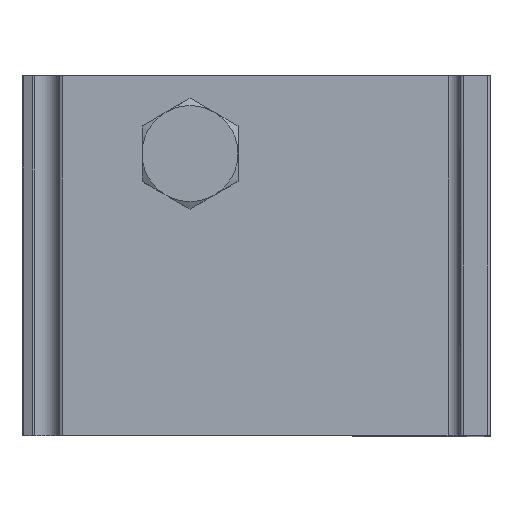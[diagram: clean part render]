
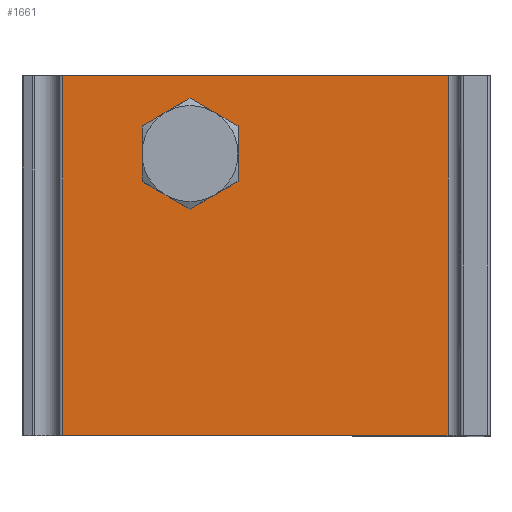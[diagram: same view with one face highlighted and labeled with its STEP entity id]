
A CAD part, top view. The second image highlights one B-rep face of the part: STEP entity #1661.
In plain terms, the highlighted planar face has unit normal (0, 0, 1).
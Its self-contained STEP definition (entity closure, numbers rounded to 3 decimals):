
#20=FACE_BOUND('',#278,.T.);
#67=PLANE('',#1842);
#182=FACE_OUTER_BOUND('',#277,.T.);
#277=EDGE_LOOP('',(#1424,#1425,#1426,#1427));
#278=EDGE_LOOP('',(#1428));
#359=LINE('',#2625,#509);
#419=LINE('',#2804,#569);
#420=LINE('',#2807,#570);
#421=LINE('',#2808,#571);
#509=VECTOR('',#2080,10.);
#569=VECTOR('',#2266,10.);
#570=VECTOR('',#2269,10.);
#571=VECTOR('',#2270,10.);
#609=CIRCLE('',#1712,2.5);
#693=VERTEX_POINT('',#2391);
#770=VERTEX_POINT('',#2622);
#771=VERTEX_POINT('',#2624);
#827=VERTEX_POINT('',#2802);
#828=VERTEX_POINT('',#2806);
#856=EDGE_CURVE('',#693,#693,#609,.T.);
#958=EDGE_CURVE('',#770,#771,#359,.T.);
#1048=EDGE_CURVE('',#770,#827,#419,.T.);
#1049=EDGE_CURVE('',#828,#827,#420,.T.);
#1050=EDGE_CURVE('',#771,#828,#421,.T.);
#1424=ORIENTED_EDGE('',*,*,#1048,.T.);
#1425=ORIENTED_EDGE('',*,*,#1049,.F.);
#1426=ORIENTED_EDGE('',*,*,#1050,.F.);
#1427=ORIENTED_EDGE('',*,*,#958,.F.);
#1428=ORIENTED_EDGE('',*,*,#856,.T.);
#1661=ADVANCED_FACE('',(#182,#20),#67,.T.);
#1712=AXIS2_PLACEMENT_3D('',#2392,#1894,#1895);
#1842=AXIS2_PLACEMENT_3D('',#2805,#2267,#2268);
#1894=DIRECTION('center_axis',(0.,0.,-1.));
#1895=DIRECTION('ref_axis',(0.,-1.,0.));
#2080=DIRECTION('',(-1.,0.,0.));
#2266=DIRECTION('',(0.,1.,0.));
#2267=DIRECTION('center_axis',(0.,0.,1.));
#2268=DIRECTION('ref_axis',(1.,0.,0.));
#2269=DIRECTION('',(1.,0.,0.));
#2270=DIRECTION('',(0.,1.,0.));
#2391=CARTESIAN_POINT('',(0.,11.,22.));
#2392=CARTESIAN_POINT('Origin',(0.,8.5,22.));
#2622=CARTESIAN_POINT('',(21.5,-15.,22.));
#2624=CARTESIAN_POINT('',(-10.613,-15.,22.));
#2625=CARTESIAN_POINT('',(-10.613,-15.,22.));
#2802=CARTESIAN_POINT('',(21.5,15.,22.));
#2804=CARTESIAN_POINT('',(21.5,0.,22.));
#2805=CARTESIAN_POINT('Origin',(-10.613,0.,22.));
#2806=CARTESIAN_POINT('',(-10.613,15.,22.));
#2807=CARTESIAN_POINT('',(-10.613,15.,22.));
#2808=CARTESIAN_POINT('',(-10.613,0.,22.));
